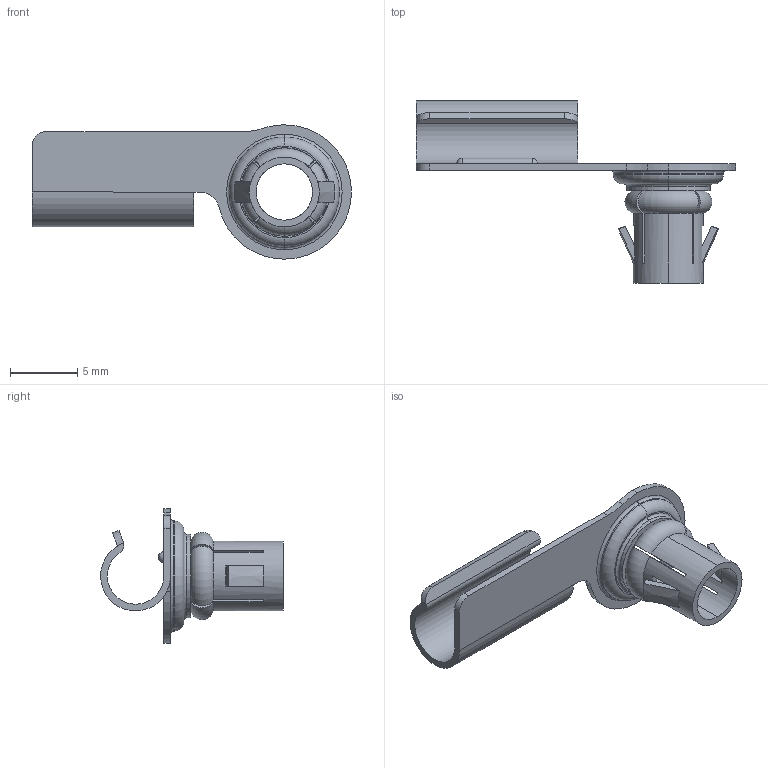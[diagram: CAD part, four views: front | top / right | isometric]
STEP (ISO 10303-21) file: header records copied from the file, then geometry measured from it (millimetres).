
FILE_DESCRIPTION (( 'STEP AP203' ), '1' );
FILE_NAME ('sone3D.STEP', '2014-10-03T08:25:53', ( '' ), ( '' ), 'SwSTEP 2.0', 'SolidWorks 2012', '' );
FILE_SCHEMA (( 'CONFIG_CONTROL_DESIGN' ));
Length unit declared in the file: millimetre
Products named in the file (3): A-1025-Q-14部品B_; sone3D; A-1025-Q-14部品A_
Assembly tree (2 placements, depth 2):
  sone3D
    A-1025-Q-14部品B_
    A-1025-Q-14部品A_
Bounding box: 23.75 x 13.6 x 10 mm (x, y, z)
Volume: 216.7 mm3; surface area: 979.8 mm2
Topology: 2 solids, 2 shells, 152 faces, 413 edges, 266 vertices
Faces by surface type: torus 52, plane 47, cylinder 45, cone 6, sphere 2
Entity records: 5414 total; most frequent: CARTESIAN_POINT 1286, DIRECTION 819, ORIENTED_EDGE 818, EDGE_CURVE 409, AXIS2_PLACEMENT_3D 337, VERTEX_POINT 264, CIRCLE 180, EDGE_LOOP 163
